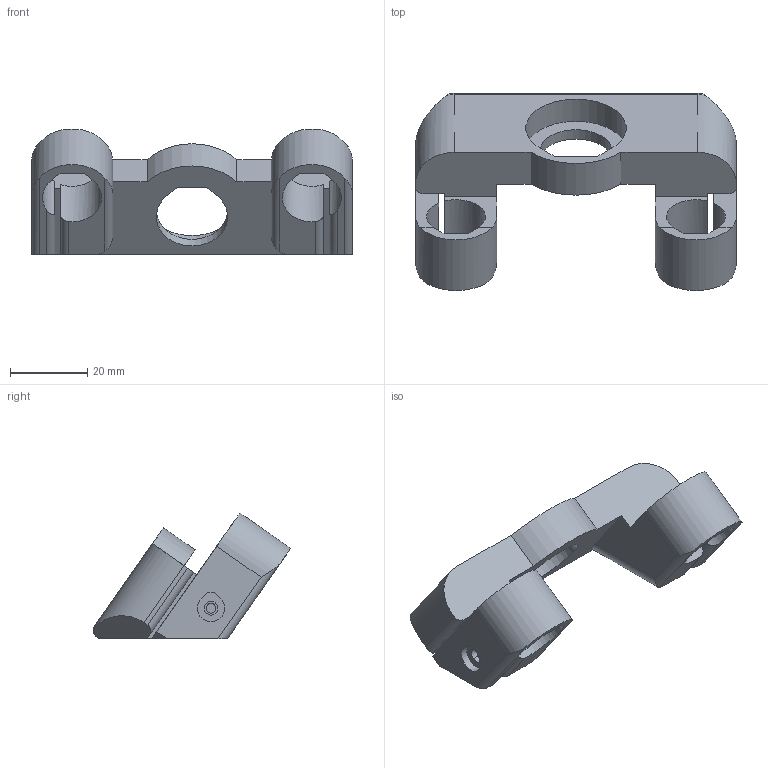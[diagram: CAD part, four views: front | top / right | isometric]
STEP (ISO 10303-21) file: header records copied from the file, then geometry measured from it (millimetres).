
FILE_DESCRIPTION((' '),'2;1');
FILE_NAME(' 10 Z_Down.stp','2016-10-08T09:28:41+00:00',('none'),('none'),' ',' AP214','none');
FILE_SCHEMA(('AUTOMOTIVE_DESIGN { 1 0 10303 214 1 1 1 1 }'));
Length unit declared in the file: millimetre
Products named in the file (1): df
Bounding box: 83 x 51.01 x 32.57 mm (x, y, z)
Volume: 33637.4 mm3; surface area: 13638.8 mm2
Topology: 1 solids, 1 shells, 91 faces, 248 edges, 164 vertices
Faces by surface type: plane 55, cylinder 34, torus 2
Entity records: 2920 total; most frequent: CARTESIAN_POINT 740, ORIENTED_EDGE 496, DIRECTION 350, EDGE_CURVE 248, VECTOR 168, LINE 168, VERTEX_POINT 164, AXIS2_PLACEMENT_3D 119
